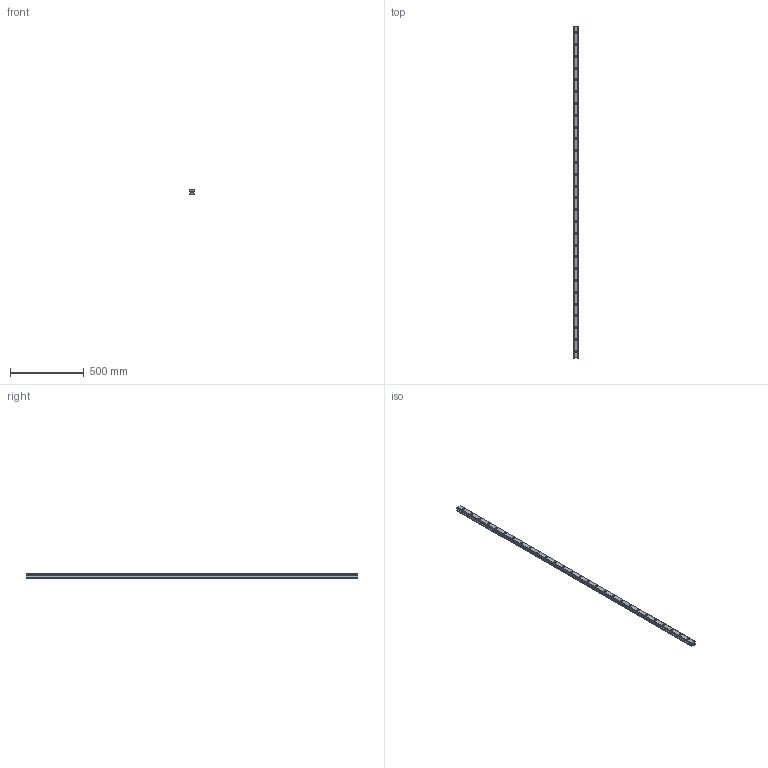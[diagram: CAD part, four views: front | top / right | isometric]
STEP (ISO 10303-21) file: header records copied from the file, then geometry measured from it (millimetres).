
FILE_DESCRIPTION(('STEP AP214'),'1');
FILE_NAME('cctmp_21482B15-6EDC-4C0E-B6F2-8B4C7BADA6D3_2020_7_6_15_30_34_425..stp','2020-07-06T13:30:34',('HIWIN GmbH'),('CADClick - www.CADClick.com'),'Spatial InterOp 3D',' ','unknown authorization');
FILE_SCHEMA(('AUTOMOTIVE_DESIGN'));
Length unit declared in the file: millimetre
Products named in the file (1): HGR35R2250H_FILE
Bounding box: 34 x 2250 x 29 mm (x, y, z)
Volume: 1839012.5 mm3; surface area: 326128.3 mm2
Topology: 1 solids, 1 shells, 367 faces, 831 edges, 554 vertices
Faces by surface type: cylinder 190, plane 177
Entity records: 13385 total; most frequent: DIRECTION 1947, CARTESIAN_POINT 1753, ORIENTED_EDGE 1662, EDGE_CURVE 831, AXIS2_PLACEMENT_3D 748, VERTEX_POINT 554, EDGE_LOOP 455, LINE 451
